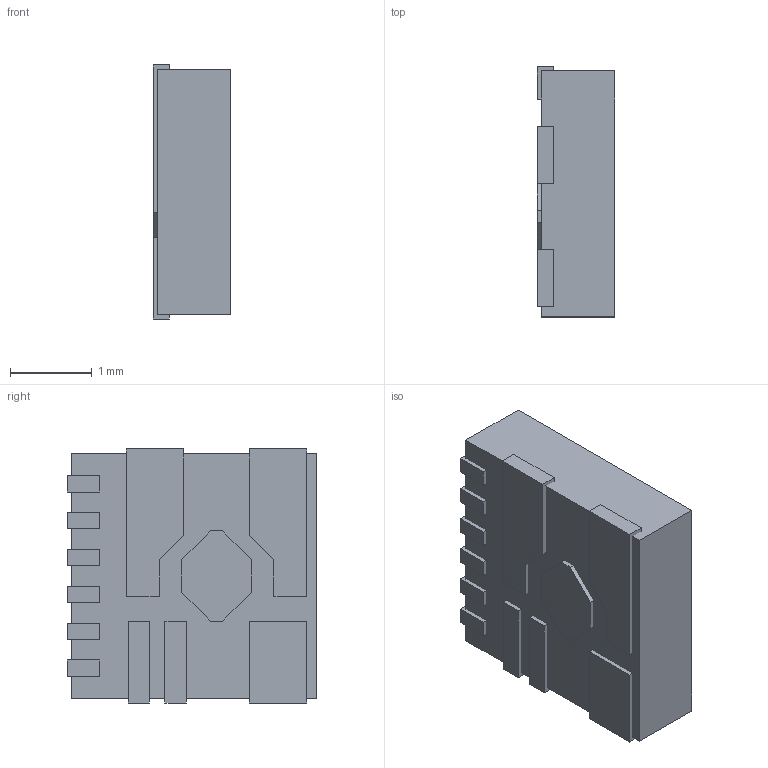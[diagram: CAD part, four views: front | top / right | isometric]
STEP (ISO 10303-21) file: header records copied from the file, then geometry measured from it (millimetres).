
FILE_DESCRIPTION (( 'STEP AP214' ), '1' );
FILE_NAME ('SY8368A.STEP', '2023-01-16T12:00:09', ( '' ), ( '' ), 'SwSTEP 2.0', 'SolidWorks 2018', '' );
FILE_SCHEMA (( 'AUTOMOTIVE_DESIGN' ));
Length unit declared in the file: millimetre
Products named in the file (1): SY8368A
Bounding box: 0.95 x 3.05 x 3.1 mm (x, y, z)
Volume: 9 mm3; surface area: 44.2 mm2
Topology: 14 solids, 14 shells, 93 faces, 192 edges, 128 vertices
Faces by surface type: plane 89, cylinder 4
Entity records: 2565 total; most frequent: CARTESIAN_POINT 414, DIRECTION 388, ORIENTED_EDGE 384, EDGE_CURVE 192, LINE 184, VECTOR 184, VERTEX_POINT 128, AXIS2_PLACEMENT_3D 102
